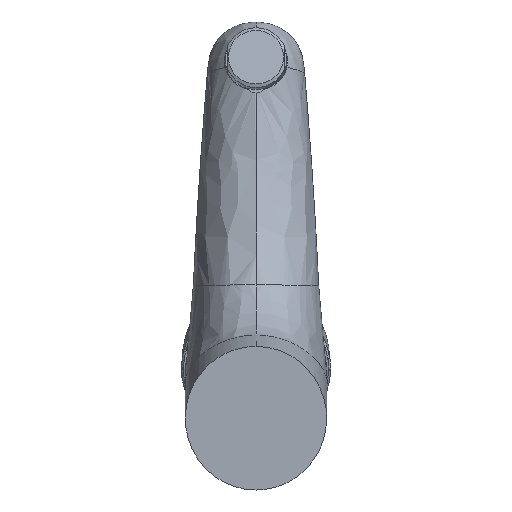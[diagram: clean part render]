
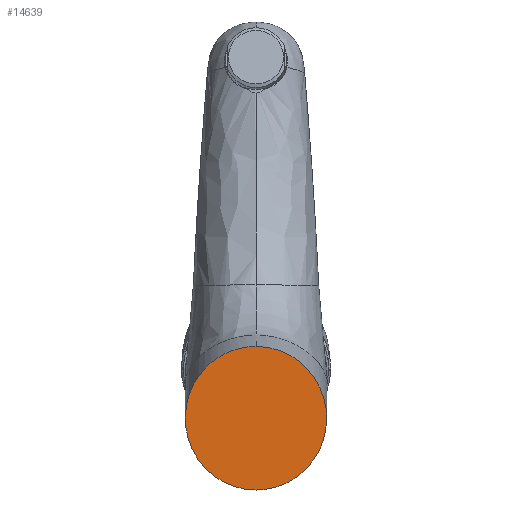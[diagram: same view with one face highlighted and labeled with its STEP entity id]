
A CAD part, front view. The second image highlights one B-rep face of the part: STEP entity #14639.
In plain terms, the highlighted planar face has unit normal (0, -1, 0).
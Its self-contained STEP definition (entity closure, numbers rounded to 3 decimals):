
#744 = ORIENTED_EDGE ( 'NONE', *, *, #5687, .F. ) ;
#1699 = AXIS2_PLACEMENT_3D ( 'NONE', #9513, #4319, #12862 ) ;
#2628 = FACE_OUTER_BOUND ( 'NONE', #9233, .T. ) ;
#3062 = PLANE ( 'NONE',  #1699 ) ;
#3305 = CARTESIAN_POINT ( 'NONE',  ( 0., 0., 27.924 ) ) ;
#3325 = CARTESIAN_POINT ( 'NONE',  ( -55., 0., 27.924 ) ) ;
#3380 = CARTESIAN_POINT ( 'NONE',  ( 0., 0., -27.924 ) ) ;
#3414 = CARTESIAN_POINT ( 'NONE',  ( -55., 0., -27.924 ) ) ;
#4319 = DIRECTION ( 'NONE',  ( 0., -1., 0. ) ) ;
#4838 = EDGE_CURVE ( 'NONE', #10164, #12180, #15740, .T. ) ;
#5687 = EDGE_CURVE ( 'NONE', #12180, #10164, #13437, .T. ) ;
#7194 = CARTESIAN_POINT ( 'NONE',  ( 0., 0., -27.924 ) ) ;
#8486 = CARTESIAN_POINT ( 'NONE',  ( 0., 0., 27.924 ) ) ;
#8759 = CARTESIAN_POINT ( 'NONE',  ( 0., 0., -27.924 ) ) ;
#8791 = CARTESIAN_POINT ( 'NONE',  ( 0., 0., 27.924 ) ) ;
#8858 = CARTESIAN_POINT ( 'NONE',  ( 55., 0., 27.924 ) ) ;
#8887 = CARTESIAN_POINT ( 'NONE',  ( 55., 0., -27.924 ) ) ;
#8895 = ORIENTED_EDGE ( 'NONE', *, *, #4838, .F. ) ;
#9233 = EDGE_LOOP ( 'NONE', ( #8895, #744 ) ) ;
#9513 = CARTESIAN_POINT ( 'NONE',  ( 8.758, 0., 0. ) ) ;
#10164 = VERTEX_POINT ( 'NONE', #8486 ) ;
#12180 = VERTEX_POINT ( 'NONE', #7194 ) ;
#12862 = DIRECTION ( 'NONE',  ( -1., 0., 0. ) ) ;
#13437 =( BOUNDED_CURVE ( )  B_SPLINE_CURVE ( 3, ( #3380, #3414, #3325, #3305 ),
 .UNSPECIFIED., .F., .F. ) 
 B_SPLINE_CURVE_WITH_KNOTS ( ( 4, 4 ),
 ( 3.142, 6.283 ),
 .UNSPECIFIED. ) 
 CURVE ( )  GEOMETRIC_REPRESENTATION_ITEM ( )  RATIONAL_B_SPLINE_CURVE ( ( 1., 0.333, 0.333, 1. ) ) 
 REPRESENTATION_ITEM ( '' )  );
#14639 = ADVANCED_FACE ( 'NONE', ( #2628 ), #3062, .T. ) ;
#15740 =( BOUNDED_CURVE ( )  B_SPLINE_CURVE ( 3, ( #8791, #8858, #8887, #8759 ),
 .UNSPECIFIED., .F., .F. ) 
 B_SPLINE_CURVE_WITH_KNOTS ( ( 4, 4 ),
 ( 0., 3.142 ),
 .UNSPECIFIED. ) 
 CURVE ( )  GEOMETRIC_REPRESENTATION_ITEM ( )  RATIONAL_B_SPLINE_CURVE ( ( 1., 0.333, 0.333, 1. ) ) 
 REPRESENTATION_ITEM ( '' )  );
